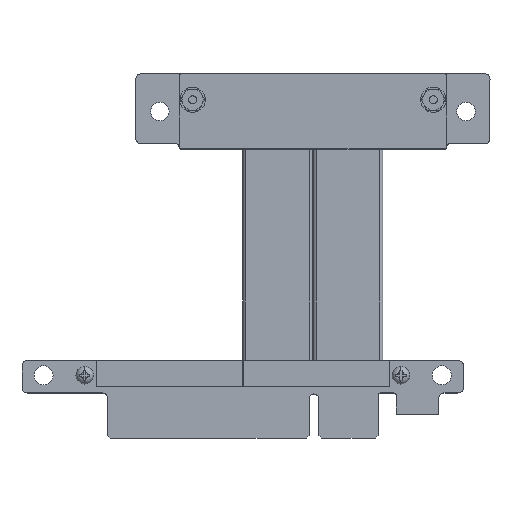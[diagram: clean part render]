
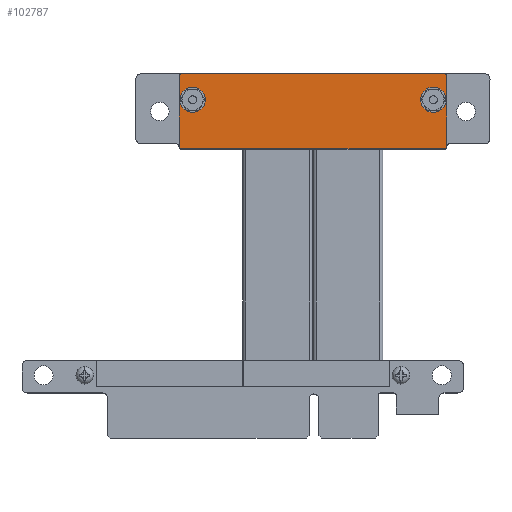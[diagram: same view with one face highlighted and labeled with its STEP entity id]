
A CAD part, top view. The second image highlights one B-rep face of the part: STEP entity #102787.
In plain terms, the highlighted face is planar.
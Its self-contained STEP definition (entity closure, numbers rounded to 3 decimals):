
#100252 = VERTEX_POINT('',#100253);
#100253 = CARTESIAN_POINT('',(0.,0.5,-1.));
#100261 = VERTEX_POINT('',#100262);
#100262 = CARTESIAN_POINT('',(0.,13.73,-1.));
#100268 = EDGE_CURVE('',#100261,#100252,#100269,.T.);
#100269 = LINE('',#100270,#100271);
#100270 = CARTESIAN_POINT('',(0.,14.23,-1.));
#100271 = VECTOR('',#100272,1.);
#100272 = DIRECTION('',(0.,-1.,0.));
#100282 = EDGE_CURVE('',#100283,#100285,#100287,.T.);
#100283 = VERTEX_POINT('',#100284);
#100284 = CARTESIAN_POINT('',(-50.197,14.23,-1.));
#100285 = VERTEX_POINT('',#100286);
#100286 = CARTESIAN_POINT('',(-0.5,14.23,-1.));
#100287 = LINE('',#100288,#100289);
#100288 = CARTESIAN_POINT('',(0.,14.23,-1.));
#100289 = VECTOR('',#100290,1.);
#100290 = DIRECTION('',(1.,0.,0.));
#100313 = EDGE_CURVE('',#100314,#100316,#100318,.T.);
#100314 = VERTEX_POINT('',#100315);
#100315 = CARTESIAN_POINT('',(-50.697,0.5,-1.));
#100316 = VERTEX_POINT('',#100317);
#100317 = CARTESIAN_POINT('',(-50.697,13.73,-1.));
#100318 = LINE('',#100319,#100320);
#100319 = CARTESIAN_POINT('',(-50.697,14.23,-1.));
#100320 = VECTOR('',#100321,1.);
#100321 = DIRECTION('',(0.,1.,0.));
#100361 = VERTEX_POINT('',#100362);
#100362 = CARTESIAN_POINT('',(-0.5,0.,-1.)
  );
#100368 = EDGE_CURVE('',#100361,#100369,#100371,.T.);
#100369 = VERTEX_POINT('',#100370);
#100370 = CARTESIAN_POINT('',(-50.197,0.,-1.)
  );
#100371 = LINE('',#100372,#100373);
#100372 = CARTESIAN_POINT('',(-50.697,0.,-1.)
  );
#100373 = VECTOR('',#100374,1.);
#100374 = DIRECTION('',(-1.,0.,0.));
#102787 = ADVANCED_FACE('',(#102788,#102799,#102810),#102844,.T.);
#102788 = FACE_BOUND('',#102789,.T.);
#102789 = EDGE_LOOP('',(#102790));
#102790 = ORIENTED_EDGE('',*,*,#102791,.F.);
#102791 = EDGE_CURVE('',#102792,#102792,#102794,.T.);
#102792 = VERTEX_POINT('',#102793);
#102793 = CARTESIAN_POINT('',(-50.549,9.325,-1.));
#102794 = CIRCLE('',#102795,2.4);
#102795 = AXIS2_PLACEMENT_3D('',#102796,#102797,#102798);
#102796 = CARTESIAN_POINT('',(-48.149,9.325,-1.));
#102797 = DIRECTION('',(0.,0.,-1.));
#102798 = DIRECTION('',(-1.,0.,0.));
#102799 = FACE_BOUND('',#102800,.T.);
#102800 = EDGE_LOOP('',(#102801));
#102801 = ORIENTED_EDGE('',*,*,#102802,.F.);
#102802 = EDGE_CURVE('',#102803,#102803,#102805,.T.);
#102803 = VERTEX_POINT('',#102804);
#102804 = CARTESIAN_POINT('',(-4.948,9.325,-1.));
#102805 = CIRCLE('',#102806,2.4);
#102806 = AXIS2_PLACEMENT_3D('',#102807,#102808,#102809);
#102807 = CARTESIAN_POINT('',(-2.548,9.325,-1.));
#102808 = DIRECTION('',(0.,0.,-1.));
#102809 = DIRECTION('',(-1.,0.,0.));
#102810 = FACE_BOUND('',#102811,.T.);
#102811 = EDGE_LOOP('',(#102812,#102813,#102820,#102821,#102828,#102829,
    #102836,#102837));
#102812 = ORIENTED_EDGE('',*,*,#100368,.T.);
#102813 = ORIENTED_EDGE('',*,*,#102814,.T.);
#102814 = EDGE_CURVE('',#100369,#100314,#102815,.T.);
#102815 = CIRCLE('',#102816,0.5);
#102816 = AXIS2_PLACEMENT_3D('',#102817,#102818,#102819);
#102817 = CARTESIAN_POINT('',(-50.197,0.5,-1.));
#102818 = DIRECTION('',(0.,0.,-1.));
#102819 = DIRECTION('',(-1.,0.,0.));
#102820 = ORIENTED_EDGE('',*,*,#100313,.T.);
#102821 = ORIENTED_EDGE('',*,*,#102822,.T.);
#102822 = EDGE_CURVE('',#100316,#100283,#102823,.T.);
#102823 = CIRCLE('',#102824,0.5);
#102824 = AXIS2_PLACEMENT_3D('',#102825,#102826,#102827);
#102825 = CARTESIAN_POINT('',(-50.197,13.73,-1.));
#102826 = DIRECTION('',(0.,0.,-1.));
#102827 = DIRECTION('',(-1.,0.,0.));
#102828 = ORIENTED_EDGE('',*,*,#100282,.T.);
#102829 = ORIENTED_EDGE('',*,*,#102830,.T.);
#102830 = EDGE_CURVE('',#100285,#100261,#102831,.T.);
#102831 = CIRCLE('',#102832,0.5);
#102832 = AXIS2_PLACEMENT_3D('',#102833,#102834,#102835);
#102833 = CARTESIAN_POINT('',(-0.5,13.73,-1.));
#102834 = DIRECTION('',(0.,0.,-1.));
#102835 = DIRECTION('',(-1.,0.,0.));
#102836 = ORIENTED_EDGE('',*,*,#100268,.T.);
#102837 = ORIENTED_EDGE('',*,*,#102838,.T.);
#102838 = EDGE_CURVE('',#100252,#100361,#102839,.T.);
#102839 = CIRCLE('',#102840,0.5);
#102840 = AXIS2_PLACEMENT_3D('',#102841,#102842,#102843);
#102841 = CARTESIAN_POINT('',(-0.5,0.5,-1.));
#102842 = DIRECTION('',(0.,0.,-1.));
#102843 = DIRECTION('',(-1.,0.,0.));
#102844 = PLANE('',#102845);
#102845 = AXIS2_PLACEMENT_3D('',#102846,#102847,#102848);
#102846 = CARTESIAN_POINT('',(0.,0.,-1.));
#102847 = DIRECTION('',(0.,0.,-1.));
#102848 = DIRECTION('',(-1.,0.,0.));
